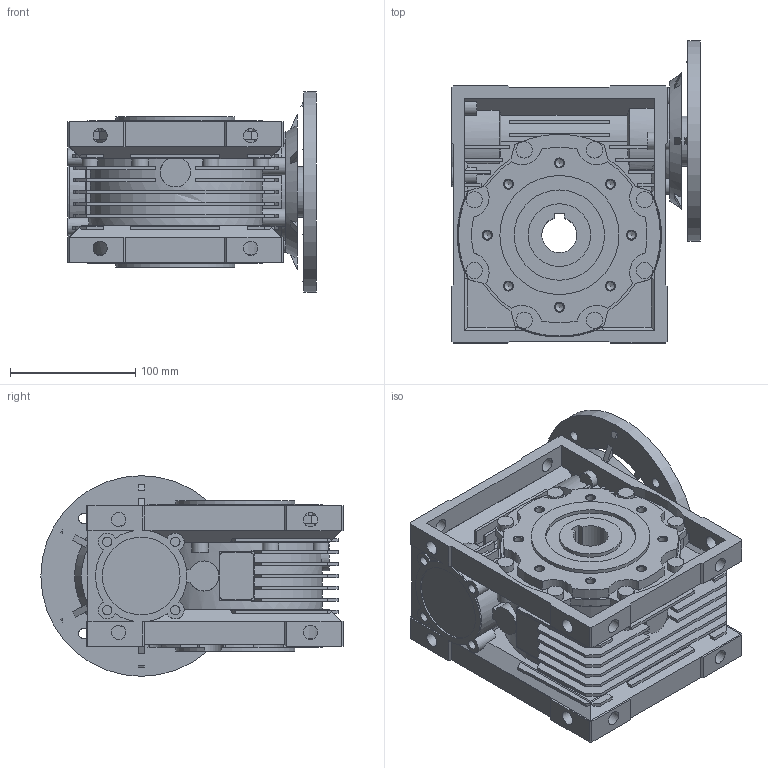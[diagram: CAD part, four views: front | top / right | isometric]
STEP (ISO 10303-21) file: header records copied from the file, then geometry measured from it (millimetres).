
FILE_DESCRIPTION(('STEP AP214'),'1');
FILE_NAME('SB075100B14.stp','2016-01-12T07:45:45',(' '),(' '),'Spatial InterOp 3D',' ',' ');
FILE_SCHEMA(('automotive_design'));
Length unit declared in the file: millimetre
Products named in the file (5): NMRV0757.513012811100300NO--; _75-100-112 B14; _VB 075-28 (28); _075-28 (120); _Gear unit 75
Assembly tree (4 placements, depth 2):
  NMRV0757.513012811100300NO--
    _75-100-112 B14
    _VB 075-28 (28)
    _075-28 (120)
    _Gear unit 75
Bounding box: 198.5 x 241 x 160 mm (x, y, z)
Volume: 2881386.5 mm3; surface area: 491869.1 mm2
Topology: 5 solids, 5 shells, 1030 faces, 2888 edges, 1910 vertices
Faces by surface type: plane 693, cylinder 246, cone 89, bspline 2
Full cylindrical faces by diameter (mm): 6.647 x16, 7.45 x4, 8 x4, 11.38 x14, 13 x14, 39 x1, 40 x1, 42 x1, 50 x2, 60 x2, 62 x1, 68 x2, 72 x2, 95 x1, 108.5 x1, 110 x1, 139.93 x2, 160 x1
Entity records: 41459 total; most frequent: CARTESIAN_POINT 6745, ORIENTED_EDGE 5488, DIRECTION 5371, EDGE_CURVE 2744, VERTEX_POINT 1888, LINE 1799, VECTOR 1799, AXIS2_PLACEMENT_3D 1786
